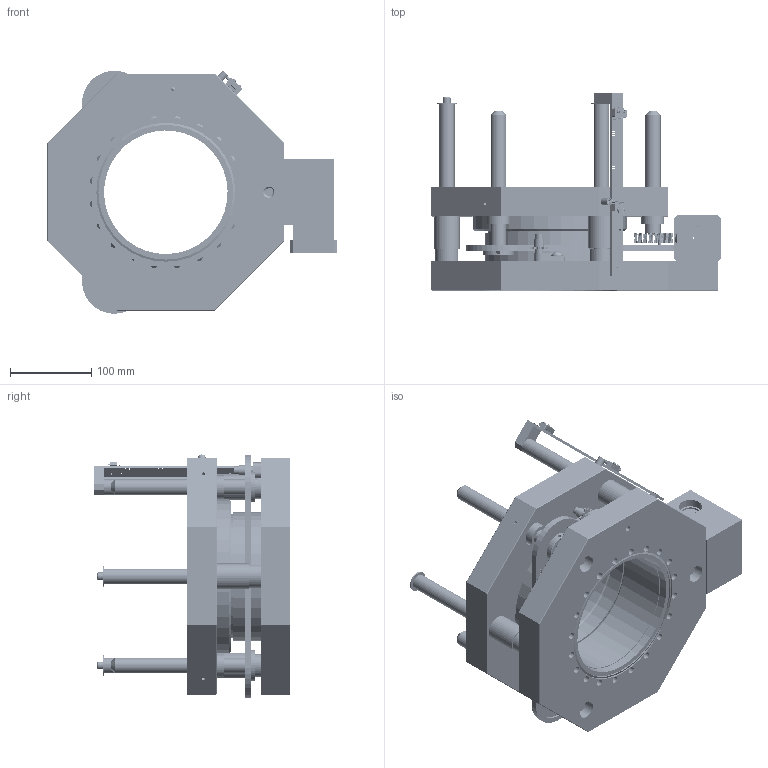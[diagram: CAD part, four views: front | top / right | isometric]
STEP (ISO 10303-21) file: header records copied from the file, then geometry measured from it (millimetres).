
FILE_DESCRIPTION (( 'STEP AP214' ), '1' );
FILE_NAME ('QN110514-01, ECT-6.00-B800C-T800T-4_MDR-23-10MM_LS.STEP', '2018-06-04T23:10:35', ( '' ), ( '' ), 'SwSTEP 2.0', 'SolidWorks 2010', '' );
FILE_SCHEMA (( 'AUTOMOTIVE_DESIGN' ));
Length unit declared in the file: inch
Products named in the file (1): QN110514-01, ECT-6.00-B800C-T800T-4_MDR-23-10MM_LS
Bounding box: 356.67 x 242.82 x 299.76 mm (x, y, z)
Surface area: 690976.9 mm2 (no closed solid volume)
Topology: 0 solids, 135 shells, 1024 faces, 4767 edges, 3772 vertices
Faces by surface type: cylinder 396, plane 366, bspline 126, cone 94, torus 32, sphere 10
Entity records: 132392 total; most frequent: CARTESIAN_POINT 83497, DIRECTION 6841, ORIENTED_EDGE 6660, EDGE_CURVE 4751, VERTEX_POINT 3772, AXIS2_PLACEMENT_3D 2459, VECTOR 1923, LINE 1923
